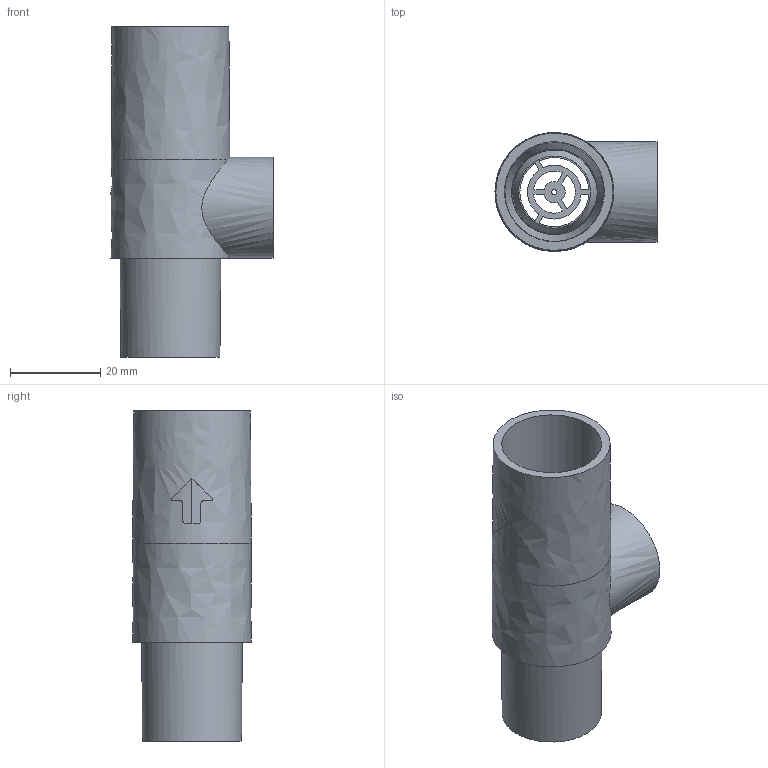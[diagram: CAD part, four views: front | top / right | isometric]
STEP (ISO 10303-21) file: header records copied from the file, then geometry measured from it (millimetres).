
FILE_DESCRIPTION ((), '1');
FILE_NAME ('Moulded Tee-B.STP', '2024-09-27T14:29:25', ('Unknown'), ('Global Precision'), 'OneCNC-XR7 Mill 3D Expert', 'OneCNC-XR7 Mill 3D Expert', '');
FILE_SCHEMA (('CONFIG_CONTROL_DESIGN'));
Length unit declared in the file: millimetre
Bounding box: 36 x 26.39 x 73.4 mm (x, y, z)
Volume: 14916.4 mm3; surface area: 13607.3 mm2
Topology: 1 solids, 1 shells, 100 faces, 262 edges, 171 vertices
Faces by surface type: bspline 100
Entity records: 13023 total; most frequent: CARTESIAN_POINT 11456, ORIENTED_EDGE 524, EDGE_CURVE 262, VERTEX_POINT 171, B_SPLINE_CURVE_WITH_KNOTS 138, EDGE_LOOP 123, FACE_OUTER_BOUND 100, ADVANCED_FACE 100
